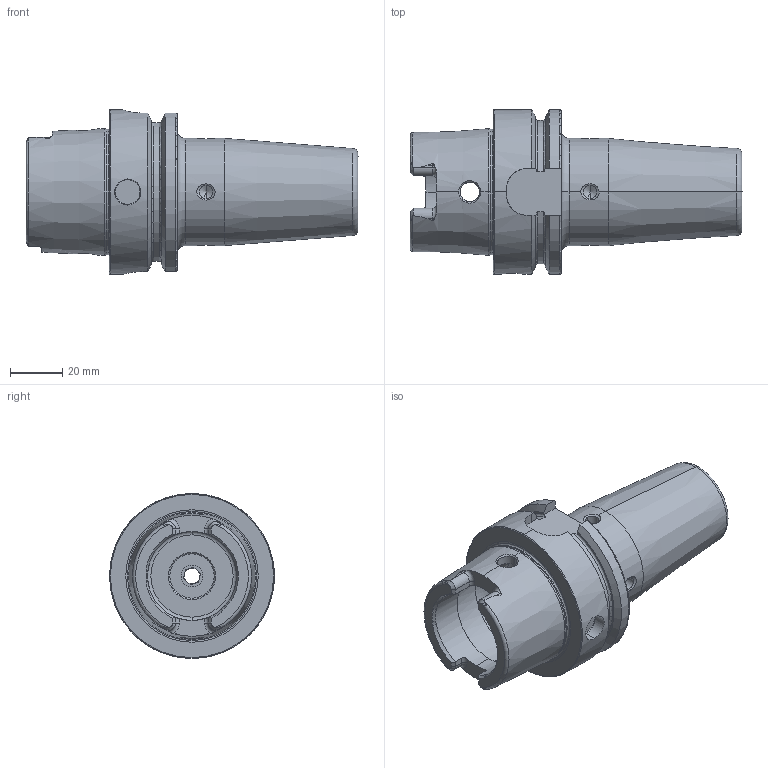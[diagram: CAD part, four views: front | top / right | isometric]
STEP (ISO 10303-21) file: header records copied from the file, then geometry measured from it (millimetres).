
FILE_DESCRIPTION (( 'STEP AP203' ), '1' );
FILE_NAME ('HA6-S18.K21.095.STEP', '2014-07-10T11:24:34', ( 'SwiAdmin' ), ( '' ), 'SwSTEP 2.0', 'SolidWorks 2012', '' );
FILE_SCHEMA (( 'CONFIG_CONTROL_DESIGN' ));
Length unit declared in the file: millimetre
Products named in the file (4): HA6-S18.K21.095; ERU-CJ2.001.006; ERU-AN5.K01.020_A; HA6-S18.K21.095_C_Fertigbearbeitung
Assembly tree (4 placements, depth 2):
  HA6-S18.K21.095
    HA6-S18.K21.095_C_Fertigbearbeitung
    ERU-AN5.K01.020_A
    ERU-CJ2.001.006  x2
Bounding box: 126.98 x 63 x 63 mm (x, y, z)
Volume: 145183.8 mm3; surface area: 36477.1 mm2
Topology: 4 solids, 4 shells, 309 faces, 781 edges, 475 vertices
Faces by surface type: plane 101, cylinder 85, cone 72, torus 39, bspline 12
Entity records: 11153 total; most frequent: CARTESIAN_POINT 3893, ORIENTED_EDGE 1470, DIRECTION 1380, EDGE_CURVE 735, AXIS2_PLACEMENT_3D 539, VERTEX_POINT 455, EDGE_LOOP 314, VECTOR 302
